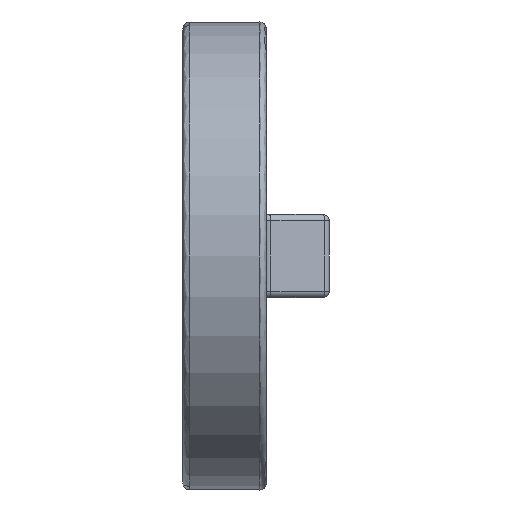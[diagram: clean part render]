
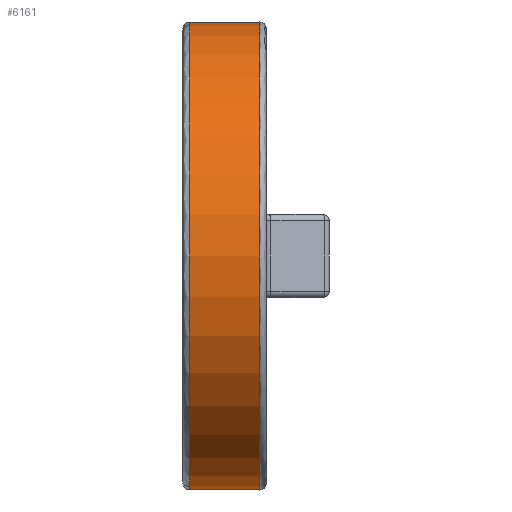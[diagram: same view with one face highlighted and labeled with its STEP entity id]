
A CAD part, left-side view. The second image highlights one B-rep face of the part: STEP entity #6161.
In plain terms, the highlighted cylindrical face has radius 17.78 mm (diameter 35.56 mm), a partial arc.
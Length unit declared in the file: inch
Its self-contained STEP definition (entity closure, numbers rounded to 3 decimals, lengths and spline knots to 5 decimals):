
#991=DIRECTION('',(0.,-1.,0.));
#992=VECTOR('',#991,0.21);
#993=CARTESIAN_POINT('',(-1.4208,1.59356,0.125));
#994=LINE('',#993,#992);
#1036=CARTESIAN_POINT('',(-2.10955,1.59356,0.));
#1037=DIRECTION('',(0.,-1.,0.));
#1038=DIRECTION('',(0.984,0.,0.179));
#1039=AXIS2_PLACEMENT_3D('',#1036,#1037,#1038);
#1050=DIRECTION('',(0.,-1.,0.));
#1051=VECTOR('',#1050,0.21);
#1052=CARTESIAN_POINT('',(-1.4208,1.59356,
-0.125));
#1053=LINE('',#1052,#1051);
#1068=CARTESIAN_POINT('',(-2.10955,1.38356,0.));
#1069=DIRECTION('',(0.,1.,0.));
#1070=DIRECTION('',(0.984,0.,-0.179));
#1071=AXIS2_PLACEMENT_3D('',#1068,#1069,#1070);
#4510=CARTESIAN_POINT('',(-1.4208,1.59356,
0.125));
#4512=VERTEX_POINT('',#4510);
#5025=CARTESIAN_POINT('',(-1.4208,1.38356,
0.125));
#5026=VERTEX_POINT('',#5025);
#5030=CARTESIAN_POINT('',(-1.4208,1.59356,
-0.125));
#5032=VERTEX_POINT('',#5030);
#5551=CARTESIAN_POINT('',(-1.4208,1.38356,
-0.125));
#5552=VERTEX_POINT('',#5551);
#6149=CARTESIAN_POINT('',(-2.10955,1.61356,0.));
#6150=DIRECTION('',(0.,1.,0.));
#6151=DIRECTION('',(1.,0.,0.));
#6152=AXIS2_PLACEMENT_3D('',#6149,#6150,#6151);
#6153=CYLINDRICAL_SURFACE('',#6152,0.7);
#6154=ORIENTED_EDGE('',*,*,#6143,.F.);
#6155=ORIENTED_EDGE('',*,*,#6098,.T.);
#6157=ORIENTED_EDGE('',*,*,#6156,.F.);
#6158=ORIENTED_EDGE('',*,*,#5576,.F.);
#6159=EDGE_LOOP('',(#6154,#6155,#6157,#6158));
#6160=FACE_OUTER_BOUND('',#6159,.F.);
#6161=ADVANCED_FACE('',(#6160),#6153,.T.);
#1040=CIRCLE('',#1039,0.7);
#1072=CIRCLE('',#1071,0.7);
#5576=EDGE_CURVE('',#5032,#5552,#1053,.T.);
#6098=EDGE_CURVE('',#4512,#5026,#994,.T.);
#6143=EDGE_CURVE('',#4512,#5032,#1040,.T.);
#6156=EDGE_CURVE('',#5552,#5026,#1072,.T.);
